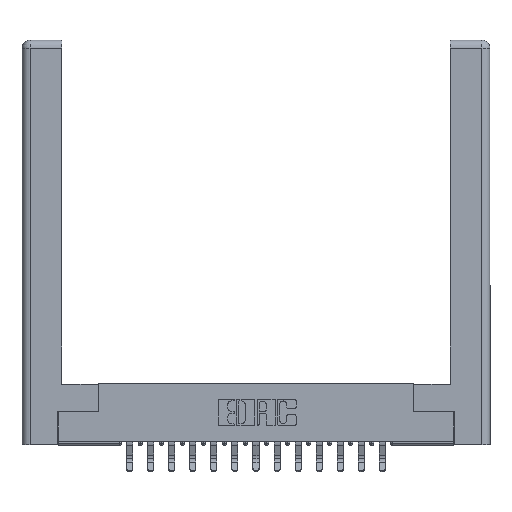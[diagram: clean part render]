
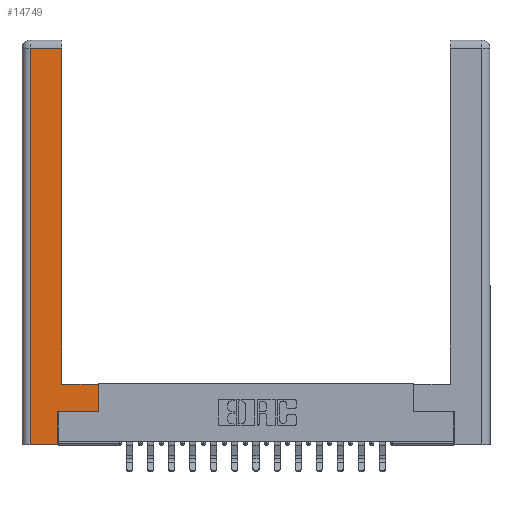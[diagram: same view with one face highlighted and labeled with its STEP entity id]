
A CAD part, top view. The second image highlights one B-rep face of the part: STEP entity #14749.
In plain terms, the highlighted planar face has unit normal (0, 0, 1).
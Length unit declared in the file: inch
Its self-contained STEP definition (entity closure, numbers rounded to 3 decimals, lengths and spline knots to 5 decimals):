
#38 = CARTESIAN_POINT ( 'NONE',  ( 0., 0., 0. ) ) ;
#114 = DIRECTION ( 'NONE',  ( -1., 0., 0. ) ) ;
#390 = CARTESIAN_POINT ( 'NONE',  ( 0.565, 0.45, 0. ) ) ;
#840 = VERTEX_POINT ( 'NONE', #7356 ) ;
#968 = EDGE_CURVE ( 'NONE', #16837, #1024, #1939, .T. ) ;
#1024 = VERTEX_POINT ( 'NONE', #12214 ) ;
#1044 = DIRECTION ( 'NONE',  ( 1., 0., 0. ) ) ;
#1171 = DIRECTION ( 'NONE',  ( 1., 0., 0. ) ) ;
#1363 = EDGE_CURVE ( 'NONE', #18830, #840, #10122, .T. ) ;
#1573 = CARTESIAN_POINT ( 'NONE',  ( 0.265, 0.245, 0. ) ) ;
#1939 = LINE ( 'NONE', #12358, #3924 ) ;
#2191 = DIRECTION ( 'NONE',  ( 0., 1., 0. ) ) ;
#2319 = CARTESIAN_POINT ( 'NONE',  ( 0.565, 0.45, 0. ) ) ;
#2648 = ORIENTED_EDGE ( 'NONE', *, *, #7886, .T. ) ;
#2678 = ORIENTED_EDGE ( 'NONE', *, *, #13036, .T. ) ;
#2732 = CARTESIAN_POINT ( 'NONE',  ( 0.565, 0.245, 0. ) ) ;
#2913 = EDGE_CURVE ( 'NONE', #1024, #14279, #11523, .T. ) ;
#3134 = ORIENTED_EDGE ( 'NONE', *, *, #1363, .T. ) ;
#3924 = VECTOR ( 'NONE', #1171, 39.37008 ) ;
#4700 = CARTESIAN_POINT ( 'NONE',  ( 0.0615, 0., 0. ) ) ;
#4791 = EDGE_CURVE ( 'NONE', #19593, #16837, #20160, .T. ) ;
#5789 = LINE ( 'NONE', #2319, #13717 ) ;
#6024 = DIRECTION ( 'NONE',  ( -1., 0., 0. ) ) ;
#6027 = VECTOR ( 'NONE', #1044, 39.37008 ) ;
#6307 = FACE_OUTER_BOUND ( 'NONE', #6545, .T. ) ;
#6476 = DIRECTION ( 'NONE',  ( 0., 0., -1. ) ) ;
#6545 = EDGE_LOOP ( 'NONE', ( #2678, #2648, #20286, #12607, #13245, #11079, #12566, #3134 ) ) ;
#7146 = CARTESIAN_POINT ( 'NONE',  ( 0.565, 0.245, 0. ) ) ;
#7356 = CARTESIAN_POINT ( 'NONE',  ( 0.295, 0.45, 0. ) ) ;
#7447 = VECTOR ( 'NONE', #6024, 39.37008 ) ;
#7886 = EDGE_CURVE ( 'NONE', #17356, #19593, #20256, .T. ) ;
#8046 = LINE ( 'NONE', #2732, #6027 ) ;
#8302 = VERTEX_POINT ( 'NONE', #7146 ) ;
#8651 = DIRECTION ( 'NONE',  ( -1., 0., 0. ) ) ;
#8834 = VECTOR ( 'NONE', #12005, 39.37008 ) ;
#9573 = LINE ( 'NONE', #13077, #15218 ) ;
#10122 = LINE ( 'NONE', #19322, #12817 ) ;
#11079 = ORIENTED_EDGE ( 'NONE', *, *, #19064, .T. ) ;
#11523 = LINE ( 'NONE', #18485, #8834 ) ;
#12005 = DIRECTION ( 'NONE',  ( 0., 1., 0. ) ) ;
#12214 = CARTESIAN_POINT ( 'NONE',  ( 0.265, 0., 0. ) ) ;
#12358 = CARTESIAN_POINT ( 'NONE',  ( 0.265, 0., 0. ) ) ;
#12566 = ORIENTED_EDGE ( 'NONE', *, *, #19650, .T. ) ;
#12607 = ORIENTED_EDGE ( 'NONE', *, *, #968, .T. ) ;
#12817 = VECTOR ( 'NONE', #8651, 39.37008 ) ;
#13036 = EDGE_CURVE ( 'NONE', #840, #17356, #9573, .T. ) ;
#13077 = CARTESIAN_POINT ( 'NONE',  ( 0.295, 3., 0. ) ) ;
#13245 = ORIENTED_EDGE ( 'NONE', *, *, #2913, .T. ) ;
#13442 = CARTESIAN_POINT ( 'NONE',  ( 0.295, 2.94, 0. ) ) ;
#13717 = VECTOR ( 'NONE', #15043, 39.37008 ) ;
#14279 = VERTEX_POINT ( 'NONE', #1573 ) ;
#14749 = ADVANCED_FACE ( 'NONE', ( #6307 ), #15911, .F. ) ;
#14950 = AXIS2_PLACEMENT_3D ( 'NONE', #38, #6476, #114 ) ;
#15043 = DIRECTION ( 'NONE',  ( 0., 1., 0. ) ) ;
#15218 = VECTOR ( 'NONE', #2191, 39.37008 ) ;
#15716 = CARTESIAN_POINT ( 'NONE',  ( 0.0615, 0., 0. ) ) ;
#15911 = PLANE ( 'NONE',  #14950 ) ;
#15982 = DIRECTION ( 'NONE',  ( 0., -1., 0. ) ) ;
#16622 = CARTESIAN_POINT ( 'NONE',  ( 0.0615, 2.94, 0. ) ) ;
#16837 = VERTEX_POINT ( 'NONE', #15716 ) ;
#17356 = VERTEX_POINT ( 'NONE', #13442 ) ;
#18485 = CARTESIAN_POINT ( 'NONE',  ( 0.265, 0.245, 0. ) ) ;
#18830 = VERTEX_POINT ( 'NONE', #390 ) ;
#19064 = EDGE_CURVE ( 'NONE', #14279, #8302, #8046, .T. ) ;
#19164 = VECTOR ( 'NONE', #15982, 39.37008 ) ;
#19322 = CARTESIAN_POINT ( 'NONE',  ( 0.295, 0.45, 0. ) ) ;
#19593 = VERTEX_POINT ( 'NONE', #16622 ) ;
#19650 = EDGE_CURVE ( 'NONE', #8302, #18830, #5789, .T. ) ;
#20111 = CARTESIAN_POINT ( 'NONE',  ( 0.0615, 2.94, 0. ) ) ;
#20160 = LINE ( 'NONE', #4700, #19164 ) ;
#20256 = LINE ( 'NONE', #20111, #7447 ) ;
#20286 = ORIENTED_EDGE ( 'NONE', *, *, #4791, .T. ) ;
